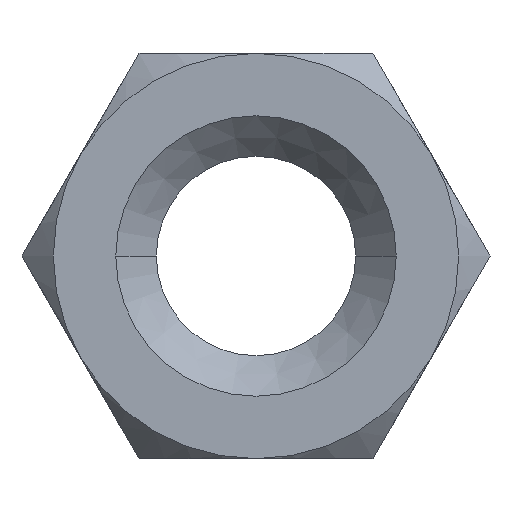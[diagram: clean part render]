
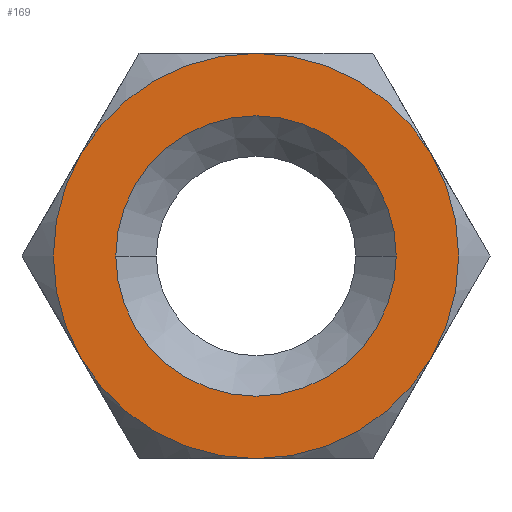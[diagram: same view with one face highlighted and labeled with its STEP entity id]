
A CAD part, front view. The second image highlights one B-rep face of the part: STEP entity #169.
In plain terms, the highlighted planar face has unit normal (0, -1, 0).
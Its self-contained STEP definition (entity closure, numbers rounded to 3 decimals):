
#2 = DIRECTION ( 'NONE',  ( 0., 1., 0. ) ) ;
#13 = AXIS2_PLACEMENT_3D ( 'NONE', #1048, #1175, #821 ) ;
#54 = CIRCLE ( 'NONE', #1508, 2.5 ) ;
#127 = AXIS2_PLACEMENT_3D ( 'NONE', #1402, #2, #810 ) ;
#129 = EDGE_CURVE ( 'NONE', #529, #242, #1446, .T. ) ;
#133 = DIRECTION ( 'NONE',  ( -0.866, 0., 0.5 ) ) ;
#136 = CARTESIAN_POINT ( 'NONE',  ( 0., -6., 0. ) ) ;
#169 = ADVANCED_FACE ( 'NONE', ( #661, #755 ), #670, .F. ) ;
#203 = AXIS2_PLACEMENT_3D ( 'NONE', #1313, #367, #1325 ) ;
#224 = ORIENTED_EDGE ( 'NONE', *, *, #1137, .F. ) ;
#232 = CARTESIAN_POINT ( 'NONE',  ( 0., -6., 0. ) ) ;
#242 = VERTEX_POINT ( 'NONE', #1157 ) ;
#268 = CIRCLE ( 'NONE', #13, 2.5 ) ;
#275 = ORIENTED_EDGE ( 'NONE', *, *, #1386, .F. ) ;
#278 = CARTESIAN_POINT ( 'NONE',  ( -2.165, -6., -1.25 ) ) ;
#303 = EDGE_LOOP ( 'NONE', ( #435, #224 ) ) ;
#333 = CARTESIAN_POINT ( 'NONE',  ( 0., -6., 0. ) ) ;
#345 = DIRECTION ( 'NONE',  ( 0., -1., 0. ) ) ;
#356 = DIRECTION ( 'NONE',  ( 0., 1., 0. ) ) ;
#363 = CIRCLE ( 'NONE', #793, 1.729 ) ;
#367 = DIRECTION ( 'NONE',  ( 0., -1., 0. ) ) ;
#370 = EDGE_CURVE ( 'NONE', #781, #1154, #1358, .T. ) ;
#388 = EDGE_CURVE ( 'NONE', #1117, #781, #1330, .T. ) ;
#412 = AXIS2_PLACEMENT_3D ( 'NONE', #333, #1179, #133 ) ;
#414 = CIRCLE ( 'NONE', #1287, 2.5 ) ;
#435 = ORIENTED_EDGE ( 'NONE', *, *, #1299, .F. ) ;
#529 = VERTEX_POINT ( 'NONE', #1092 ) ;
#537 = CARTESIAN_POINT ( 'NONE',  ( 0., -6., 0. ) ) ;
#546 = ORIENTED_EDGE ( 'NONE', *, *, #370, .F. ) ;
#553 = ORIENTED_EDGE ( 'NONE', *, *, #625, .F. ) ;
#619 = VERTEX_POINT ( 'NONE', #1037 ) ;
#622 = CARTESIAN_POINT ( 'NONE',  ( 0., -6., 0. ) ) ;
#625 = EDGE_CURVE ( 'NONE', #242, #1015, #268, .T. ) ;
#661 = FACE_OUTER_BOUND ( 'NONE', #1374, .T. ) ;
#667 = CIRCLE ( 'NONE', #203, 1.729 ) ;
#670 = PLANE ( 'NONE',  #1059 ) ;
#690 = DIRECTION ( 'NONE',  ( 0., 1., 0. ) ) ;
#699 = DIRECTION ( 'NONE',  ( 1., 0., 0. ) ) ;
#755 = FACE_BOUND ( 'NONE', #303, .T. ) ;
#767 = VERTEX_POINT ( 'NONE', #1490 ) ;
#781 = VERTEX_POINT ( 'NONE', #1111 ) ;
#793 = AXIS2_PLACEMENT_3D ( 'NONE', #232, #345, #699 ) ;
#810 = DIRECTION ( 'NONE',  ( -0.866, 0., -0.5 ) ) ;
#821 = DIRECTION ( 'NONE',  ( 0.866, 0., -0.5 ) ) ;
#852 = AXIS2_PLACEMENT_3D ( 'NONE', #136, #1202, #1097 ) ;
#919 = EDGE_CURVE ( 'NONE', #1154, #529, #414, .T. ) ;
#925 = DIRECTION ( 'NONE',  ( 0., 0., 1. ) ) ;
#1015 = VERTEX_POINT ( 'NONE', #1459 ) ;
#1030 = ORIENTED_EDGE ( 'NONE', *, *, #919, .F. ) ;
#1037 = CARTESIAN_POINT ( 'NONE',  ( -1.729, -6., 0. ) ) ;
#1048 = CARTESIAN_POINT ( 'NONE',  ( 0., -6., 0. ) ) ;
#1059 = AXIS2_PLACEMENT_3D ( 'NONE', #537, #1129, #1226 ) ;
#1092 = CARTESIAN_POINT ( 'NONE',  ( 2.165, -6., 1.25 ) ) ;
#1095 = CARTESIAN_POINT ( 'NONE',  ( 0., -6., 2.5 ) ) ;
#1097 = DIRECTION ( 'NONE',  ( 0.866, 0., 0.5 ) ) ;
#1102 = DIRECTION ( 'NONE',  ( 0., 0., -1. ) ) ;
#1111 = CARTESIAN_POINT ( 'NONE',  ( -2.165, -6., 1.25 ) ) ;
#1117 = VERTEX_POINT ( 'NONE', #278 ) ;
#1129 = DIRECTION ( 'NONE',  ( 0., 1., 0. ) ) ;
#1137 = EDGE_CURVE ( 'NONE', #619, #767, #667, .T. ) ;
#1154 = VERTEX_POINT ( 'NONE', #1095 ) ;
#1157 = CARTESIAN_POINT ( 'NONE',  ( 2.165, -6., -1.25 ) ) ;
#1175 = DIRECTION ( 'NONE',  ( 0., 1., 0. ) ) ;
#1179 = DIRECTION ( 'NONE',  ( 0., 1., 0. ) ) ;
#1202 = DIRECTION ( 'NONE',  ( 0., 1., 0. ) ) ;
#1226 = DIRECTION ( 'NONE',  ( -1., 0., 0. ) ) ;
#1287 = AXIS2_PLACEMENT_3D ( 'NONE', #1516, #690, #925 ) ;
#1299 = EDGE_CURVE ( 'NONE', #767, #619, #363, .T. ) ;
#1313 = CARTESIAN_POINT ( 'NONE',  ( 0., -6., 0. ) ) ;
#1325 = DIRECTION ( 'NONE',  ( 1., 0., 0. ) ) ;
#1330 = CIRCLE ( 'NONE', #127, 2.5 ) ;
#1358 = CIRCLE ( 'NONE', #412, 2.5 ) ;
#1366 = ORIENTED_EDGE ( 'NONE', *, *, #388, .F. ) ;
#1374 = EDGE_LOOP ( 'NONE', ( #1030, #546, #1366, #275, #553, #1487 ) ) ;
#1386 = EDGE_CURVE ( 'NONE', #1015, #1117, #54, .T. ) ;
#1402 = CARTESIAN_POINT ( 'NONE',  ( 0., -6., 0. ) ) ;
#1446 = CIRCLE ( 'NONE', #852, 2.5 ) ;
#1459 = CARTESIAN_POINT ( 'NONE',  ( 0., -6., -2.5 ) ) ;
#1487 = ORIENTED_EDGE ( 'NONE', *, *, #129, .F. ) ;
#1490 = CARTESIAN_POINT ( 'NONE',  ( 1.729, -6., 0. ) ) ;
#1508 = AXIS2_PLACEMENT_3D ( 'NONE', #622, #356, #1102 ) ;
#1516 = CARTESIAN_POINT ( 'NONE',  ( 0., -6., 0. ) ) ;
